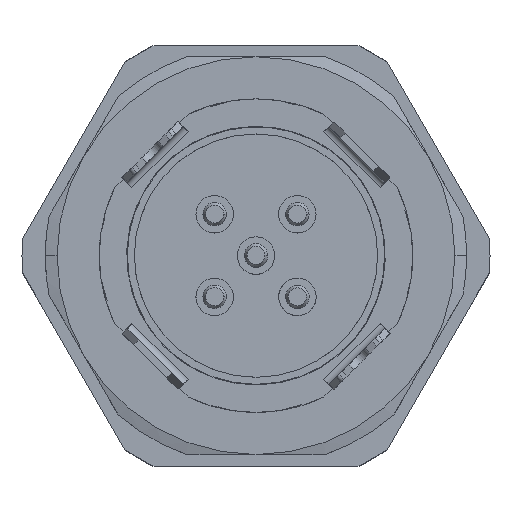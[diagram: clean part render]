
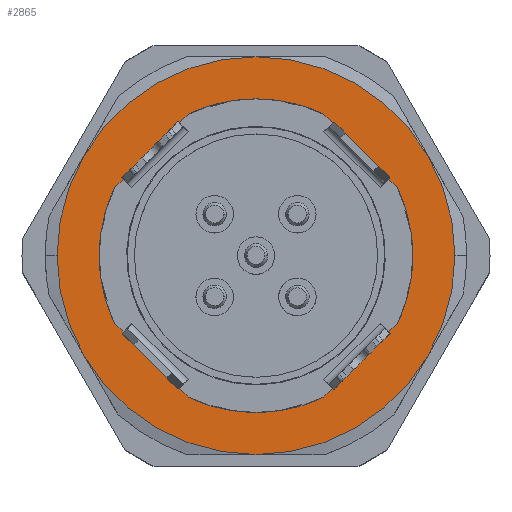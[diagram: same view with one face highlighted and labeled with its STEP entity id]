
A CAD part, top view. The second image highlights one B-rep face of the part: STEP entity #2865.
In plain terms, the highlighted planar face has unit normal (0, 0, 1).
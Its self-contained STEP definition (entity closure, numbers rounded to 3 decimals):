
#2641=AXIS2_PLACEMENT_3D('Circle Axis2P3D',#2639,#2640,$) ;
#2665=AXIS2_PLACEMENT_3D('Circle Axis2P3D',#2663,#2664,$) ;
#2682=AXIS2_PLACEMENT_3D('Circle Axis2P3D',#2680,#2681,$) ;
#2699=AXIS2_PLACEMENT_3D('Circle Axis2P3D',#2697,#2698,$) ;
#2716=AXIS2_PLACEMENT_3D('Circle Axis2P3D',#2714,#2715,$) ;
#2740=AXIS2_PLACEMENT_3D('Circle Axis2P3D',#2738,#2739,$) ;
#2757=AXIS2_PLACEMENT_3D('Circle Axis2P3D',#2755,#2756,$) ;
#2774=AXIS2_PLACEMENT_3D('Circle Axis2P3D',#2772,#2773,$) ;
#2787=AXIS2_PLACEMENT_3D('Plane Axis2P3D',#2784,#2785,#2786) ;
#2801=AXIS2_PLACEMENT_3D('Circle Axis2P3D',#2799,#2800,$) ;
#2817=AXIS2_PLACEMENT_3D('Circle Axis2P3D',#2815,#2816,$) ;
#2831=AXIS2_PLACEMENT_3D('Circle Axis2P3D',#2829,#2830,$) ;
#2845=AXIS2_PLACEMENT_3D('Circle Axis2P3D',#2843,#2844,$) ;
#2238=CARTESIAN_POINT('Vertex',(2.639,4.75,19.6)) ;
#2324=CARTESIAN_POINT('Vertex',(2.639,13.25,19.6)) ;
#2386=CARTESIAN_POINT('Vertex',(10.,17.5,19.6)) ;
#2448=CARTESIAN_POINT('Vertex',(17.361,13.25,19.6)) ;
#2536=CARTESIAN_POINT('Vertex',(17.361,4.75,19.6)) ;
#2598=CARTESIAN_POINT('Vertex',(10.,0.5,19.6)) ;
#2639=CARTESIAN_POINT('Axis2P3D Location',(10.,9.,19.6)) ;
#2660=CARTESIAN_POINT('Vertex',(1.5,9.,19.6)) ;
#2663=CARTESIAN_POINT('Axis2P3D Location',(10.,9.,19.6)) ;
#2680=CARTESIAN_POINT('Axis2P3D Location',(10.,9.,19.6)) ;
#2697=CARTESIAN_POINT('Axis2P3D Location',(10.,9.,19.6)) ;
#2714=CARTESIAN_POINT('Axis2P3D Location',(10.,9.,19.6)) ;
#2735=CARTESIAN_POINT('Vertex',(18.5,9.,19.6)) ;
#2738=CARTESIAN_POINT('Axis2P3D Location',(10.,9.,19.6)) ;
#2755=CARTESIAN_POINT('Axis2P3D Location',(10.,9.,19.6)) ;
#2772=CARTESIAN_POINT('Axis2P3D Location',(10.,9.,19.6)) ;
#2784=CARTESIAN_POINT('Axis2P3D Location',(10.,9.,19.6)) ;
#2799=CARTESIAN_POINT('Axis2P3D Location',(10.,9.,19.6)) ;
#2803=CARTESIAN_POINT('Vertex',(8.27,2.527,19.6)) ;
#2805=CARTESIAN_POINT('Vertex',(11.73,2.527,19.6)) ;
#2808=CARTESIAN_POINT('Line Origine',(5.899,4.899,19.6)) ;
#2812=CARTESIAN_POINT('Vertex',(3.527,7.27,19.6)) ;
#2815=CARTESIAN_POINT('Axis2P3D Location',(10.,9.,19.6)) ;
#2819=CARTESIAN_POINT('Vertex',(3.527,10.73,19.6)) ;
#2822=CARTESIAN_POINT('Line Origine',(5.899,13.101,19.6)) ;
#2826=CARTESIAN_POINT('Vertex',(8.27,15.473,19.6)) ;
#2829=CARTESIAN_POINT('Axis2P3D Location',(10.,9.,19.6)) ;
#2833=CARTESIAN_POINT('Vertex',(11.73,15.473,19.6)) ;
#2836=CARTESIAN_POINT('Line Origine',(14.101,13.101,19.6)) ;
#2840=CARTESIAN_POINT('Vertex',(16.473,10.73,19.6)) ;
#2843=CARTESIAN_POINT('Axis2P3D Location',(10.,9.,19.6)) ;
#2847=CARTESIAN_POINT('Vertex',(16.473,7.27,19.6)) ;
#2850=CARTESIAN_POINT('Line Origine',(14.101,4.899,19.6)) ;
#2640=DIRECTION('Axis2P3D Direction',(0.,-0.,-1.)) ;
#2664=DIRECTION('Axis2P3D Direction',(0.,-0.,-1.)) ;
#2681=DIRECTION('Axis2P3D Direction',(0.,-0.,-1.)) ;
#2698=DIRECTION('Axis2P3D Direction',(0.,-0.,-1.)) ;
#2715=DIRECTION('Axis2P3D Direction',(0.,-0.,-1.)) ;
#2739=DIRECTION('Axis2P3D Direction',(0.,-0.,-1.)) ;
#2756=DIRECTION('Axis2P3D Direction',(0.,-0.,-1.)) ;
#2773=DIRECTION('Axis2P3D Direction',(0.,-0.,-1.)) ;
#2785=DIRECTION('Axis2P3D Direction',(0.,0.,1.)) ;
#2786=DIRECTION('Axis2P3D XDirection',(-1.,0.,0.)) ;
#2800=DIRECTION('Axis2P3D Direction',(0.,0.,1.)) ;
#2809=DIRECTION('Vector Direction',(-0.707,0.707,0.)) ;
#2816=DIRECTION('Axis2P3D Direction',(0.,0.,1.)) ;
#2823=DIRECTION('Vector Direction',(0.707,0.707,0.)) ;
#2830=DIRECTION('Axis2P3D Direction',(0.,0.,1.)) ;
#2837=DIRECTION('Vector Direction',(0.707,-0.707,0.)) ;
#2844=DIRECTION('Axis2P3D Direction',(0.,0.,1.)) ;
#2851=DIRECTION('Vector Direction',(-0.707,-0.707,0.)) ;
#2810=VECTOR('Line Direction',#2809,1.) ;
#2824=VECTOR('Line Direction',#2823,1.) ;
#2838=VECTOR('Line Direction',#2837,1.) ;
#2852=VECTOR('Line Direction',#2851,1.) ;
#2790=ORIENTED_EDGE('',*,*,#2776,.T.) ;
#2791=ORIENTED_EDGE('',*,*,#2759,.T.) ;
#2792=ORIENTED_EDGE('',*,*,#2742,.T.) ;
#2793=ORIENTED_EDGE('',*,*,#2718,.T.) ;
#2794=ORIENTED_EDGE('',*,*,#2701,.T.) ;
#2795=ORIENTED_EDGE('',*,*,#2684,.T.) ;
#2796=ORIENTED_EDGE('',*,*,#2667,.T.) ;
#2797=ORIENTED_EDGE('',*,*,#2643,.T.) ;
#2856=ORIENTED_EDGE('',*,*,#2807,.F.) ;
#2857=ORIENTED_EDGE('',*,*,#2814,.T.) ;
#2858=ORIENTED_EDGE('',*,*,#2821,.F.) ;
#2859=ORIENTED_EDGE('',*,*,#2828,.T.) ;
#2860=ORIENTED_EDGE('',*,*,#2835,.F.) ;
#2861=ORIENTED_EDGE('',*,*,#2842,.T.) ;
#2862=ORIENTED_EDGE('',*,*,#2849,.F.) ;
#2863=ORIENTED_EDGE('',*,*,#2854,.T.) ;
#2864=FACE_BOUND('',#2855,.T.) ;
#2865=ADVANCED_FACE('V1',(#2798,#2864),#2788,.T.) ;
#2642=CIRCLE('generated circle',#2641,8.5) ;
#2666=CIRCLE('generated circle',#2665,8.5) ;
#2683=CIRCLE('generated circle',#2682,8.5) ;
#2700=CIRCLE('generated circle',#2699,8.5) ;
#2717=CIRCLE('generated circle',#2716,8.5) ;
#2741=CIRCLE('generated circle',#2740,8.5) ;
#2758=CIRCLE('generated circle',#2757,8.5) ;
#2775=CIRCLE('generated circle',#2774,8.5) ;
#2802=CIRCLE('generated circle',#2801,6.7) ;
#2818=CIRCLE('generated circle',#2817,6.7) ;
#2832=CIRCLE('generated circle',#2831,6.7) ;
#2846=CIRCLE('generated circle',#2845,6.7) ;
#2643=EDGE_CURVE('',#2239,#2599,#2642,.F.) ;
#2667=EDGE_CURVE('',#2661,#2239,#2666,.F.) ;
#2684=EDGE_CURVE('',#2325,#2661,#2683,.F.) ;
#2701=EDGE_CURVE('',#2387,#2325,#2700,.F.) ;
#2718=EDGE_CURVE('',#2449,#2387,#2717,.F.) ;
#2742=EDGE_CURVE('',#2736,#2449,#2741,.F.) ;
#2759=EDGE_CURVE('',#2537,#2736,#2758,.F.) ;
#2776=EDGE_CURVE('',#2599,#2537,#2775,.F.) ;
#2807=EDGE_CURVE('',#2804,#2806,#2802,.T.) ;
#2814=EDGE_CURVE('',#2804,#2813,#2811,.T.) ;
#2821=EDGE_CURVE('',#2820,#2813,#2818,.T.) ;
#2828=EDGE_CURVE('',#2820,#2827,#2825,.T.) ;
#2835=EDGE_CURVE('',#2834,#2827,#2832,.T.) ;
#2842=EDGE_CURVE('',#2834,#2841,#2839,.T.) ;
#2849=EDGE_CURVE('',#2848,#2841,#2846,.T.) ;
#2854=EDGE_CURVE('',#2848,#2806,#2853,.T.) ;
#2789=EDGE_LOOP('',(#2790,#2791,#2792,#2793,#2794,#2795,#2796,#2797)) ;
#2855=EDGE_LOOP('',(#2856,#2857,#2858,#2859,#2860,#2861,#2862,#2863)) ;
#2798=FACE_OUTER_BOUND('',#2789,.T.) ;
#2811=LINE('Line',#2808,#2810) ;
#2825=LINE('Line',#2822,#2824) ;
#2839=LINE('Line',#2836,#2838) ;
#2853=LINE('Line',#2850,#2852) ;
#2788=PLANE('',#2787) ;
#2239=VERTEX_POINT('',#2238) ;
#2325=VERTEX_POINT('',#2324) ;
#2387=VERTEX_POINT('',#2386) ;
#2449=VERTEX_POINT('',#2448) ;
#2537=VERTEX_POINT('',#2536) ;
#2599=VERTEX_POINT('',#2598) ;
#2661=VERTEX_POINT('',#2660) ;
#2736=VERTEX_POINT('',#2735) ;
#2804=VERTEX_POINT('',#2803) ;
#2806=VERTEX_POINT('',#2805) ;
#2813=VERTEX_POINT('',#2812) ;
#2820=VERTEX_POINT('',#2819) ;
#2827=VERTEX_POINT('',#2826) ;
#2834=VERTEX_POINT('',#2833) ;
#2841=VERTEX_POINT('',#2840) ;
#2848=VERTEX_POINT('',#2847) ;
